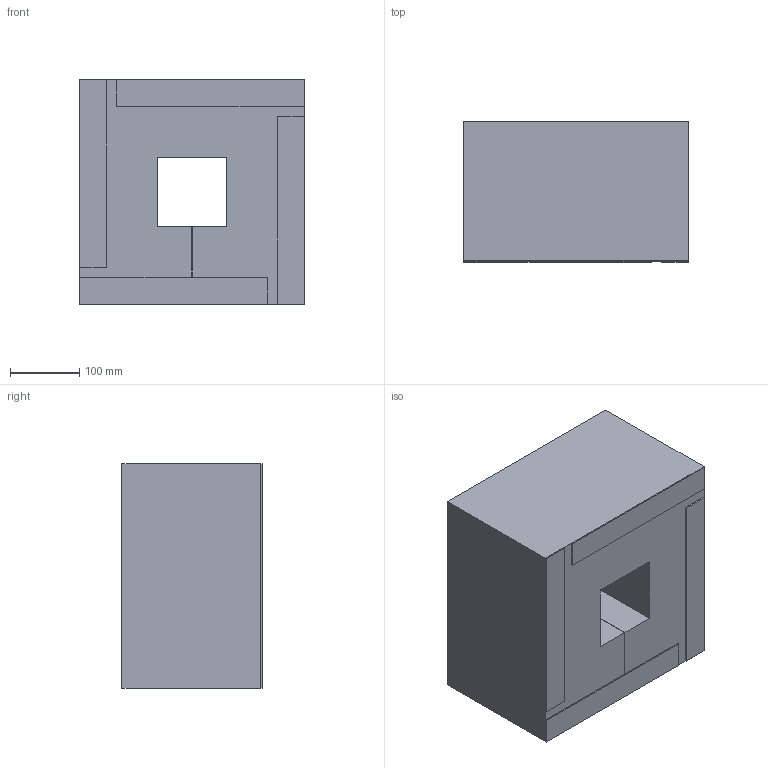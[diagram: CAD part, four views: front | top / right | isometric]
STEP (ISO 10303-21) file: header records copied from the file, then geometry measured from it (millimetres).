
FILE_DESCRIPTION((''),'2;1');
FILE_NAME('T-01464_ASM','2024-09-13T15:55:48',('goergem'),(''),'CREO PARAMETRIC BY PTC INC, 2022281','CREO PARAMETRIC BY PTC INC, 2022281','');
FILE_SCHEMA(('AUTOMOTIVE_DESIGN { 1 0 10303 214 1 1 1 1 }'));
Length unit declared in the file: millimetre
Products named in the file (3): T-00952; T-01465_AF0; T-01464_ASM
Assembly tree (5 placements, depth 2):
  T-01464_ASM
    T-00952
    T-01465_AF0  x4
Bounding box: 323 x 201.6 x 323 mm (x, y, z)
Volume: 18909164 mm3; surface area: 657057.4 mm2
Topology: 5 solids, 5 shells, 38 faces, 92 edges, 64 vertices
Faces by surface type: plane 38
Entity records: 3261 total; most frequent: DIRECTION 403, CARTESIAN_POINT 322, COLOUR_RGB 211, PROPERTY_DEFINITION 207, REPRESENTATION 205, PROPERTY_DEFINITION_REPRESENTATION 205, GENERAL_PROPERTY 177, GENERAL_PROPERTY_ASSOCIATION 177
